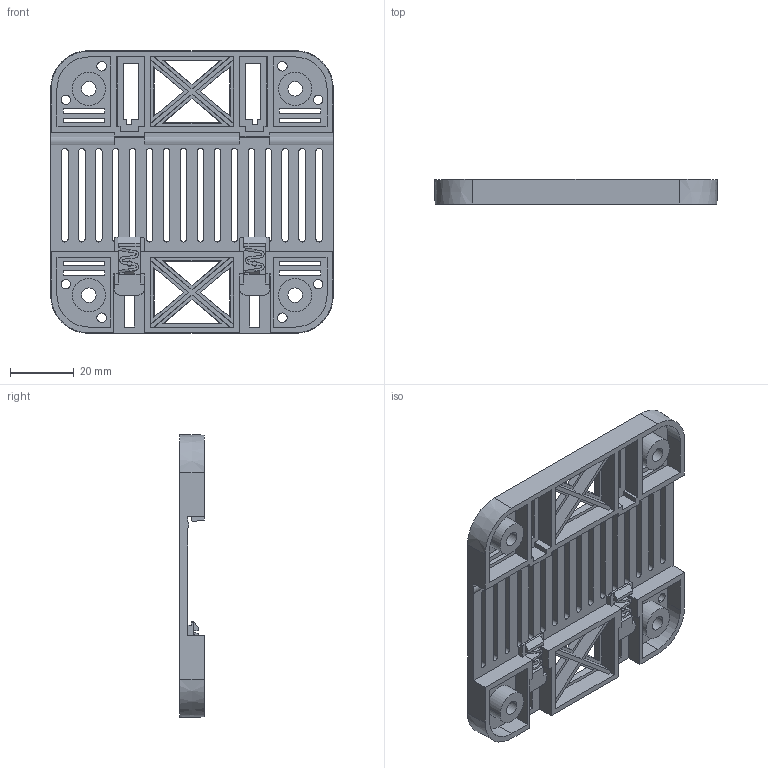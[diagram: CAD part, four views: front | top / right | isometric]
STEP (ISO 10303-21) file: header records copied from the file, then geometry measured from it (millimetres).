
FILE_DESCRIPTION((''),'2;1');
FILE_NAME('141797_SW','2008-08-11T',('banengservice'),('BANNER ENGINEERING'),'PRO/ENGINEER BY PARAMETRIC TECHNOLOGY CORPORATION, 2006170','PRO/ENGINEER BY PARAMETRIC TECHNOLOGY CORPORATION, 2006170','');
FILE_SCHEMA(('CONFIG_CONTROL_DESIGN'));
Length unit declared in the file: inch
Products named in the file (1): 141797_SW
Bounding box: 89.02 x 7.72 x 89.02 mm (x, y, z)
Volume: 22145.4 mm3; surface area: 26033 mm2
Topology: 1 solids, 1 shells, 482 faces, 1414 edges, 924 vertices
Faces by surface type: plane 367, cylinder 111, cone 4
Entity records: 16304 total; most frequent: CARTESIAN_POINT 3020, ORIENTED_EDGE 2828, DIRECTION 2620, EDGE_CURVE 1414, VECTOR 1156, LINE 1156, VERTEX_POINT 924, AXIS2_PLACEMENT_3D 732
